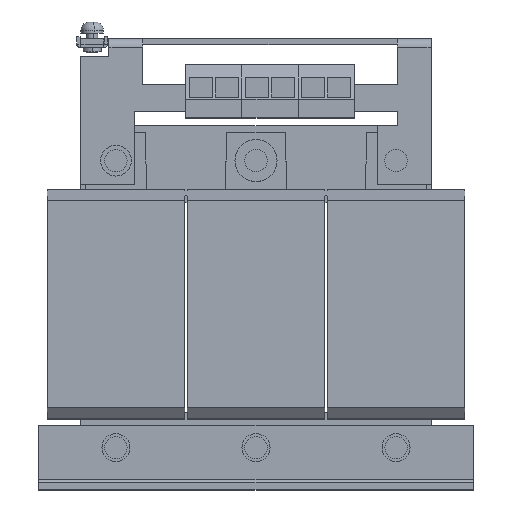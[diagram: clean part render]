
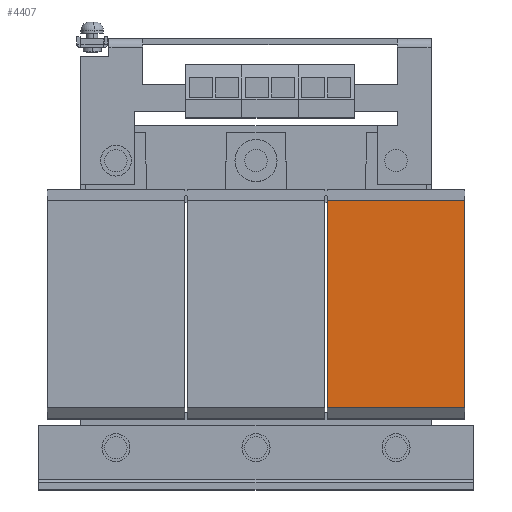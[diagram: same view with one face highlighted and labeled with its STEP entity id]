
A CAD part, top view. The second image highlights one B-rep face of the part: STEP entity #4407.
In plain terms, the highlighted planar face has unit normal (0, 0, 1).
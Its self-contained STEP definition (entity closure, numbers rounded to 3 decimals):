
#346 = PLANE ( 'NONE',  #12017 ) ;
#504 = EDGE_LOOP ( 'NONE', ( #4815, #10962, #9097, #8807 ) ) ;
#1581 = CARTESIAN_POINT ( 'NONE',  ( 25.5, -37., 28.994 ) ) ;
#2424 = VERTEX_POINT ( 'NONE', #7591 ) ;
#2544 = VECTOR ( 'NONE', #5955, 1000. ) ;
#2864 = DIRECTION ( 'NONE',  ( 0., 0., -1. ) ) ;
#3372 = CARTESIAN_POINT ( 'NONE',  ( 74.5, -37., 28.994 ) ) ;
#4341 = LINE ( 'NONE', #13687, #6513 ) ;
#4407 = ADVANCED_FACE ( 'NONE', ( #8558 ), #346, .F. ) ;
#4410 = CARTESIAN_POINT ( 'NONE',  ( 25.5, 37., 28.994 ) ) ;
#4815 = ORIENTED_EDGE ( 'NONE', *, *, #10164, .T. ) ;
#5955 = DIRECTION ( 'NONE',  ( 0., -1., 0. ) ) ;
#6440 = DIRECTION ( 'NONE',  ( 0., -1., 0. ) ) ;
#6513 = VECTOR ( 'NONE', #13794, 1000. ) ;
#6561 = EDGE_CURVE ( 'NONE', #13647, #16002, #8489, .T. ) ;
#6894 = CARTESIAN_POINT ( 'NONE',  ( 74.5, -37., 28.994 ) ) ;
#7050 = VERTEX_POINT ( 'NONE', #3372 ) ;
#7591 = CARTESIAN_POINT ( 'NONE',  ( 25.5, -37., 28.994 ) ) ;
#7772 = DIRECTION ( 'NONE',  ( 0., 1., 0. ) ) ;
#8489 = LINE ( 'NONE', #8927, #14756 ) ;
#8558 = FACE_OUTER_BOUND ( 'NONE', #504, .T. ) ;
#8634 = LINE ( 'NONE', #13400, #2544 ) ;
#8764 = LINE ( 'NONE', #1581, #8958 ) ;
#8807 = ORIENTED_EDGE ( 'NONE', *, *, #6561, .T. ) ;
#8927 = CARTESIAN_POINT ( 'NONE',  ( 74.5, 37., 28.994 ) ) ;
#8958 = VECTOR ( 'NONE', #6440, 1000. ) ;
#9097 = ORIENTED_EDGE ( 'NONE', *, *, #11188, .F. ) ;
#9204 = CARTESIAN_POINT ( 'NONE',  ( 74.5, 37., 28.994 ) ) ;
#10164 = EDGE_CURVE ( 'NONE', #16002, #2424, #8764, .T. ) ;
#10779 = EDGE_CURVE ( 'NONE', #7050, #2424, #4341, .T. ) ;
#10962 = ORIENTED_EDGE ( 'NONE', *, *, #10779, .F. ) ;
#11188 = EDGE_CURVE ( 'NONE', #13647, #7050, #8634, .T. ) ;
#12017 = AXIS2_PLACEMENT_3D ( 'NONE', #6894, #2864, #7772 ) ;
#13400 = CARTESIAN_POINT ( 'NONE',  ( 74.5, 37., 28.994 ) ) ;
#13647 = VERTEX_POINT ( 'NONE', #9204 ) ;
#13687 = CARTESIAN_POINT ( 'NONE',  ( 74.5, -37., 28.994 ) ) ;
#13794 = DIRECTION ( 'NONE',  ( -1., 0., 0. ) ) ;
#13862 = DIRECTION ( 'NONE',  ( -1., 0., 0. ) ) ;
#14756 = VECTOR ( 'NONE', #13862, 1000. ) ;
#16002 = VERTEX_POINT ( 'NONE', #4410 ) ;
